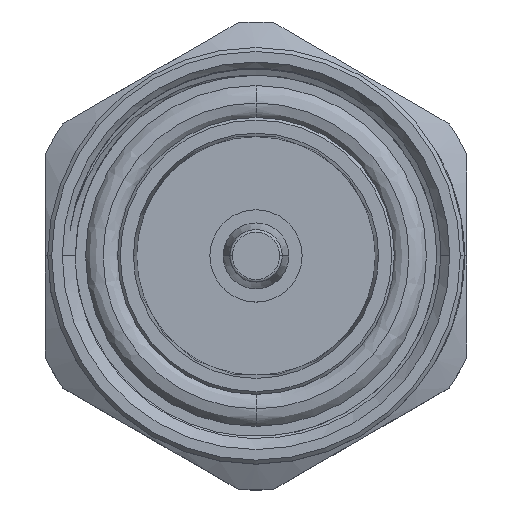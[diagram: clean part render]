
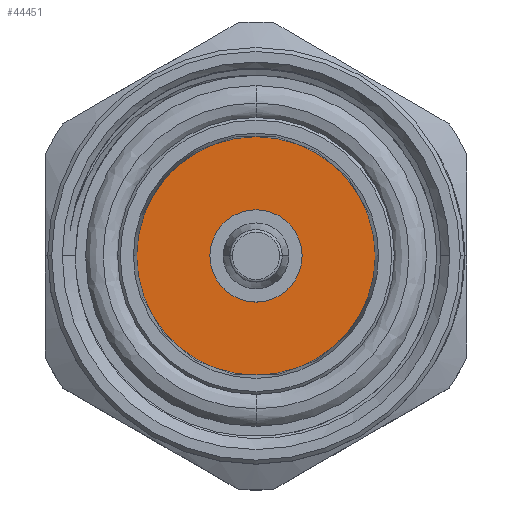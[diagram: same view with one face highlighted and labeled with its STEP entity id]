
A CAD part, top view. The second image highlights one B-rep face of the part: STEP entity #44451.
In plain terms, the highlighted planar face has unit normal (0, 0, 1).
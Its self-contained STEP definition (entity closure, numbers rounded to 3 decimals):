
#1343 = CARTESIAN_POINT ( 'NONE',  ( 0., 2.142, -6.504 ) ) ;
#7785 = PLANE ( 'NONE',  #72233 ) ;
#8950 = VERTEX_POINT ( 'NONE', #57708 ) ;
#12799 = FACE_OUTER_BOUND ( 'NONE', #13331, .T. ) ;
#13074 = CARTESIAN_POINT ( 'NONE',  ( 0., 0., -6.504 ) ) ;
#13331 = EDGE_LOOP ( 'NONE', ( #56398, #20494 ) ) ;
#14841 = ORIENTED_EDGE ( 'NONE', *, *, #25211, .T. ) ;
#16080 = DIRECTION ( 'NONE',  ( 0., 0., -1. ) ) ;
#17021 = DIRECTION ( 'NONE',  ( 0., 0., -1. ) ) ;
#19011 = CARTESIAN_POINT ( 'NONE',  ( -9.05, 0., -6.504 ) ) ;
#19464 = DIRECTION ( 'NONE',  ( -1., 0., 0. ) ) ;
#20494 = ORIENTED_EDGE ( 'NONE', *, *, #44652, .F. ) ;
#22083 = VERTEX_POINT ( 'NONE', #54031 ) ;
#25211 = EDGE_CURVE ( 'NONE', #22083, #8950, #69353, .T. ) ;
#27058 = DIRECTION ( 'NONE',  ( -1., 0., 0. ) ) ;
#32823 = DIRECTION ( 'NONE',  ( 0., 0., -1. ) ) ;
#36333 = EDGE_CURVE ( 'NONE', #81085, #55351, #61486, .T. ) ;
#41377 = AXIS2_PLACEMENT_3D ( 'NONE', #54100, #16080, #60482 ) ;
#44451 = ADVANCED_FACE ( 'NONE', ( #65442, #12799 ), #7785, .F. ) ;
#44652 = EDGE_CURVE ( 'NONE', #55351, #81085, #73426, .T. ) ;
#46843 = AXIS2_PLACEMENT_3D ( 'NONE', #13074, #57531, #19464 ) ;
#53834 = EDGE_CURVE ( 'NONE', #8950, #22083, #73339, .T. ) ;
#54031 = CARTESIAN_POINT ( 'NONE',  ( -3.5, 0., -6.504 ) ) ;
#54100 = CARTESIAN_POINT ( 'NONE',  ( 0., 0., -6.504 ) ) ;
#55070 = CARTESIAN_POINT ( 'NONE',  ( 0., 0., -6.504 ) ) ;
#55351 = VERTEX_POINT ( 'NONE', #19011 ) ;
#56398 = ORIENTED_EDGE ( 'NONE', *, *, #36333, .F. ) ;
#57531 = DIRECTION ( 'NONE',  ( 0., 0., -1. ) ) ;
#57708 = CARTESIAN_POINT ( 'NONE',  ( 3.5, 0., -6.504 ) ) ;
#59511 = EDGE_LOOP ( 'NONE', ( #14841, #76660 ) ) ;
#60482 = DIRECTION ( 'NONE',  ( -1., 0., 0. ) ) ;
#61441 = DIRECTION ( 'NONE',  ( -1., 0., 0. ) ) ;
#61486 = CIRCLE ( 'NONE', #71762, 9.05 ) ;
#65041 = DIRECTION ( 'NONE',  ( 0., 0., -1. ) ) ;
#65442 = FACE_BOUND ( 'NONE', #59511, .T. ) ;
#66332 = AXIS2_PLACEMENT_3D ( 'NONE', #55070, #17021, #61441 ) ;
#69353 = CIRCLE ( 'NONE', #41377, 3.5 ) ;
#70831 = CARTESIAN_POINT ( 'NONE',  ( 0., 0., -6.504 ) ) ;
#71762 = AXIS2_PLACEMENT_3D ( 'NONE', #70831, #32823, #77270 ) ;
#72233 = AXIS2_PLACEMENT_3D ( 'NONE', #1343, #65041, #27058 ) ;
#73339 = CIRCLE ( 'NONE', #46843, 3.5 ) ;
#73407 = CARTESIAN_POINT ( 'NONE',  ( 9.05, 0., -6.504 ) ) ;
#73426 = CIRCLE ( 'NONE', #66332, 9.05 ) ;
#76660 = ORIENTED_EDGE ( 'NONE', *, *, #53834, .T. ) ;
#77270 = DIRECTION ( 'NONE',  ( -1., 0., 0. ) ) ;
#81085 = VERTEX_POINT ( 'NONE', #73407 ) ;
